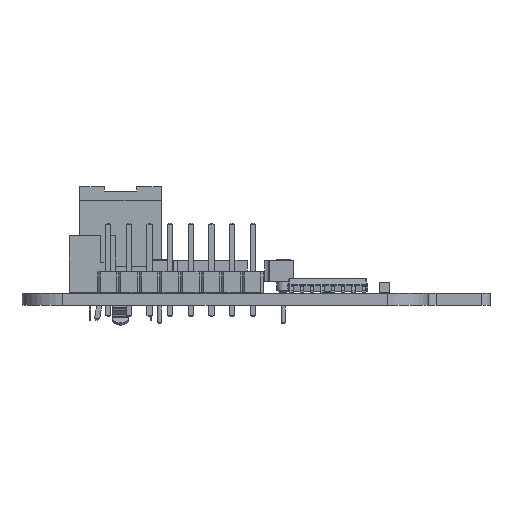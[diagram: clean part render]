
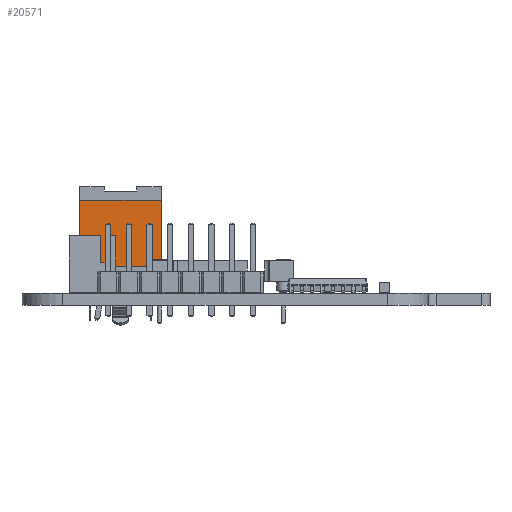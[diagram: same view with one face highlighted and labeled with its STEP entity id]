
A CAD part, left-side view. The second image highlights one B-rep face of the part: STEP entity #20571.
In plain terms, the highlighted face is planar.
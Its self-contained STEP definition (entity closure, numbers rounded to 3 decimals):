
#20475 = VERTEX_POINT('',#20476);
#20476 = CARTESIAN_POINT('',(-3.226,-3.353,-18.364));
#20482 = EDGE_CURVE('',#20475,#20483,#20485,.T.);
#20483 = VERTEX_POINT('',#20484);
#20484 = CARTESIAN_POINT('',(3.226,-3.353,-18.364));
#20485 = LINE('',#20486,#20487);
#20486 = CARTESIAN_POINT('',(-5.004,-3.353,-18.364));
#20487 = VECTOR('',#20488,1.);
#20488 = DIRECTION('',(1.,-0.,-0.));
#20571 = ADVANCED_FACE('',(#20572),#20629,.F.);
#20572 = FACE_BOUND('',#20573,.T.);
#20573 = EDGE_LOOP('',(#20574,#20582,#20590,#20598,#20606,#20614,#20622,
    #20628));
#20574 = ORIENTED_EDGE('',*,*,#20575,.F.);
#20575 = EDGE_CURVE('',#20576,#20475,#20578,.T.);
#20576 = VERTEX_POINT('',#20577);
#20577 = CARTESIAN_POINT('',(-3.226,-2.591,-18.364));
#20578 = LINE('',#20579,#20580);
#20579 = CARTESIAN_POINT('',(-3.226,4.851,-18.364));
#20580 = VECTOR('',#20581,1.);
#20581 = DIRECTION('',(0.,-1.,0.));
#20582 = ORIENTED_EDGE('',*,*,#20583,.T.);
#20583 = EDGE_CURVE('',#20576,#20584,#20586,.T.);
#20584 = VERTEX_POINT('',#20585);
#20585 = CARTESIAN_POINT('',(-5.004,-2.591,-18.364));
#20586 = LINE('',#20587,#20588);
#20587 = CARTESIAN_POINT('',(-5.004,-2.591,-18.364));
#20588 = VECTOR('',#20589,1.);
#20589 = DIRECTION('',(-1.,-0.,0.));
#20590 = ORIENTED_EDGE('',*,*,#20591,.F.);
#20591 = EDGE_CURVE('',#20592,#20584,#20594,.T.);
#20592 = VERTEX_POINT('',#20593);
#20593 = CARTESIAN_POINT('',(-5.004,4.851,-18.364));
#20594 = LINE('',#20595,#20596);
#20595 = CARTESIAN_POINT('',(-5.004,4.851,-18.364));
#20596 = VECTOR('',#20597,1.);
#20597 = DIRECTION('',(0.,-1.,0.));
#20598 = ORIENTED_EDGE('',*,*,#20599,.T.);
#20599 = EDGE_CURVE('',#20592,#20600,#20602,.T.);
#20600 = VERTEX_POINT('',#20601);
#20601 = CARTESIAN_POINT('',(5.004,4.851,-18.364));
#20602 = LINE('',#20603,#20604);
#20603 = CARTESIAN_POINT('',(-5.004,4.851,-18.364));
#20604 = VECTOR('',#20605,1.);
#20605 = DIRECTION('',(1.,-0.,-0.));
#20606 = ORIENTED_EDGE('',*,*,#20607,.T.);
#20607 = EDGE_CURVE('',#20600,#20608,#20610,.T.);
#20608 = VERTEX_POINT('',#20609);
#20609 = CARTESIAN_POINT('',(5.004,-2.591,-18.364));
#20610 = LINE('',#20611,#20612);
#20611 = CARTESIAN_POINT('',(5.004,4.851,-18.364));
#20612 = VECTOR('',#20613,1.);
#20613 = DIRECTION('',(0.,-1.,0.));
#20614 = ORIENTED_EDGE('',*,*,#20615,.T.);
#20615 = EDGE_CURVE('',#20608,#20616,#20618,.T.);
#20616 = VERTEX_POINT('',#20617);
#20617 = CARTESIAN_POINT('',(3.226,-2.591,-18.364));
#20618 = LINE('',#20619,#20620);
#20619 = CARTESIAN_POINT('',(-5.004,-2.591,-18.364));
#20620 = VECTOR('',#20621,1.);
#20621 = DIRECTION('',(-1.,0.,0.));
#20622 = ORIENTED_EDGE('',*,*,#20623,.F.);
#20623 = EDGE_CURVE('',#20483,#20616,#20624,.T.);
#20624 = LINE('',#20625,#20626);
#20625 = CARTESIAN_POINT('',(3.226,4.851,-18.364));
#20626 = VECTOR('',#20627,1.);
#20627 = DIRECTION('',(-0.,1.,0.));
#20628 = ORIENTED_EDGE('',*,*,#20482,.F.);
#20629 = PLANE('',#20630);
#20630 = AXIS2_PLACEMENT_3D('',#20631,#20632,#20633);
#20631 = CARTESIAN_POINT('',(-5.004,4.851,-18.364));
#20632 = DIRECTION('',(0.,0.,1.));
#20633 = DIRECTION('',(1.,0.,-0.));
